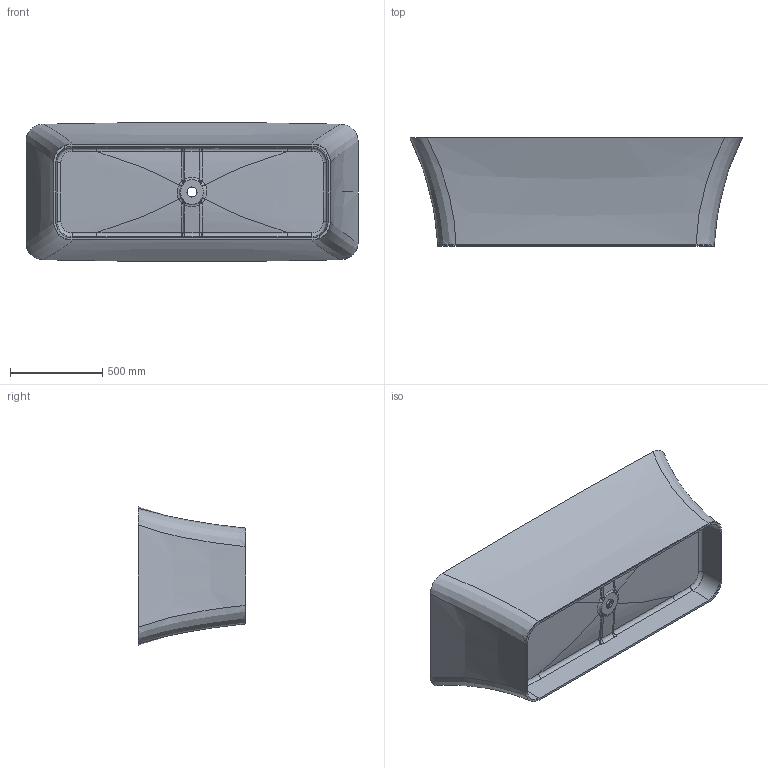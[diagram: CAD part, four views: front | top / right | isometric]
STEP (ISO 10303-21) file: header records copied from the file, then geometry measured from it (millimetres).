
FILE_DESCRIPTION (( 'STEP AP214' ), '1' );
FILE_NAME ('Bonita.STEP', '2021-08-04T11:17:04', ( '' ), ( '' ), 'SwSTEP 2.0', 'SolidWorks 2020', '' );
FILE_SCHEMA (( 'AUTOMOTIVE_DESIGN' ));
Length unit declared in the file: millimetre
Products named in the file (1): Bonita
Bounding box: 1800 x 585 x 752.77 mm (x, y, z)
Volume: 60936497.8 mm3; surface area: 6585066 mm2
Topology: 1 solids, 1 shells, 153 faces, 415 edges, 261 vertices
Faces by surface type: bspline 117, plane 22, cylinder 12, cone 2
Entity records: 17648 total; most frequent: CARTESIAN_POINT 14718, ORIENTED_EDGE 822, EDGE_CURVE 411, B_SPLINE_CURVE_WITH_KNOTS 273, DIRECTION 269, VERTEX_POINT 261, EDGE_LOOP 158, FACE_OUTER_BOUND 153
